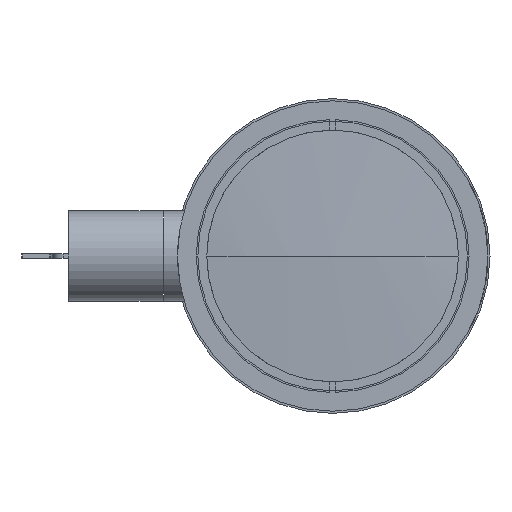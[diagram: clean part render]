
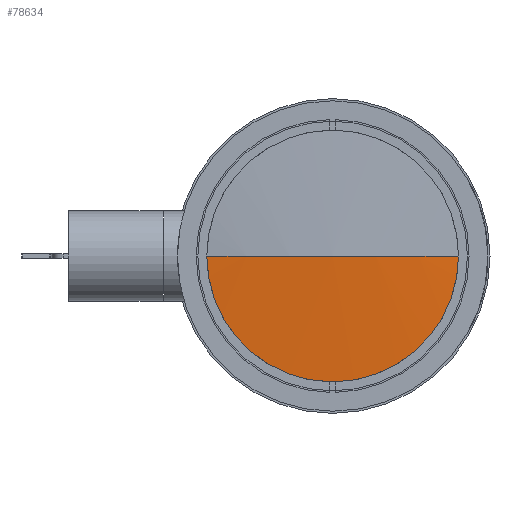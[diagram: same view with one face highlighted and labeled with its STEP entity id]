
A CAD part, left-side view. The second image highlights one B-rep face of the part: STEP entity #78634.
In plain terms, the highlighted spherical face has radius 327.942 mm.
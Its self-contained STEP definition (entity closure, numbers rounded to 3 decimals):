
#1574 = AXIS2_PLACEMENT_3D ( 'NONE', #13921, #20073, #27089 ) ;
#2821 = AXIS2_PLACEMENT_3D ( 'NONE', #45683, #32972, #80339 ) ;
#3130 = CIRCLE ( 'NONE', #60523, 30.788 ) ;
#4929 = VERTEX_POINT ( 'NONE', #15510 ) ;
#12547 = ORIENTED_EDGE ( 'NONE', *, *, #30054, .T. ) ;
#12849 = EDGE_CURVE ( 'NONE', #70104, #70666, #82008, .T. ) ;
#13870 = CIRCLE ( 'NONE', #58680, 327.942 ) ;
#13921 = CARTESIAN_POINT ( 'NONE',  ( 327.942, 0., 0. ) ) ;
#14759 = EDGE_LOOP ( 'NONE', ( #12547, #79485, #79653, #56933 ) ) ;
#15510 = CARTESIAN_POINT ( 'NONE',  ( 1.448, 30.788, 0. ) ) ;
#20073 = DIRECTION ( 'NONE',  ( 0., 0., -1. ) ) ;
#20939 = EDGE_CURVE ( 'NONE', #23962, #70104, #64491, .T. ) ;
#21964 = DIRECTION ( 'NONE',  ( 1., 0., 0. ) ) ;
#23962 = VERTEX_POINT ( 'NONE', #67560 ) ;
#26569 = DIRECTION ( 'NONE',  ( 0., 0., 1. ) ) ;
#27089 = DIRECTION ( 'NONE',  ( 0., 1., 0. ) ) ;
#28559 = CARTESIAN_POINT ( 'NONE',  ( 327.942, 0., 0. ) ) ;
#30054 = EDGE_CURVE ( 'NONE', #4929, #23962, #3130, .T. ) ;
#32715 = CARTESIAN_POINT ( 'NONE',  ( 1.448, 0., 0. ) ) ;
#32972 = DIRECTION ( 'NONE',  ( -1., 0., 0. ) ) ;
#40142 = DIRECTION ( 'NONE',  ( -1., 0., 0. ) ) ;
#42611 = CARTESIAN_POINT ( 'NONE',  ( 0., 0., 0. ) ) ;
#43590 = EDGE_CURVE ( 'NONE', #4929, #70666, #13870, .T. ) ;
#45683 = CARTESIAN_POINT ( 'NONE',  ( 1.448, 0., 0. ) ) ;
#46391 = FACE_OUTER_BOUND ( 'NONE', #14759, .T. ) ;
#48450 = DIRECTION ( 'NONE',  ( 0., 0., -1. ) ) ;
#53838 = SPHERICAL_SURFACE ( 'NONE', #1574, 327.942 ) ;
#55293 = DIRECTION ( 'NONE',  ( 0., 0., 1. ) ) ;
#55888 = DIRECTION ( 'NONE',  ( 0., 1., 0. ) ) ;
#56933 = ORIENTED_EDGE ( 'NONE', *, *, #43590, .F. ) ;
#58680 = AXIS2_PLACEMENT_3D ( 'NONE', #28559, #55293, #21964 ) ;
#60523 = AXIS2_PLACEMENT_3D ( 'NONE', #32715, #40142, #26569 ) ;
#61604 = CARTESIAN_POINT ( 'NONE',  ( 327.942, 0., 0. ) ) ;
#63800 = AXIS2_PLACEMENT_3D ( 'NONE', #61604, #48450, #55888 ) ;
#64491 = CIRCLE ( 'NONE', #2821, 30.788 ) ;
#67560 = CARTESIAN_POINT ( 'NONE',  ( 1.448, 0., -30.788 ) ) ;
#70104 = VERTEX_POINT ( 'NONE', #74768 ) ;
#70666 = VERTEX_POINT ( 'NONE', #42611 ) ;
#74768 = CARTESIAN_POINT ( 'NONE',  ( 1.448, -30.788, 0. ) ) ;
#78634 = ADVANCED_FACE ( 'NONE', ( #46391 ), #53838, .T. ) ;
#79485 = ORIENTED_EDGE ( 'NONE', *, *, #20939, .T. ) ;
#79653 = ORIENTED_EDGE ( 'NONE', *, *, #12849, .T. ) ;
#80339 = DIRECTION ( 'NONE',  ( 0., 0., 1. ) ) ;
#82008 = CIRCLE ( 'NONE', #63800, 327.942 ) ;
